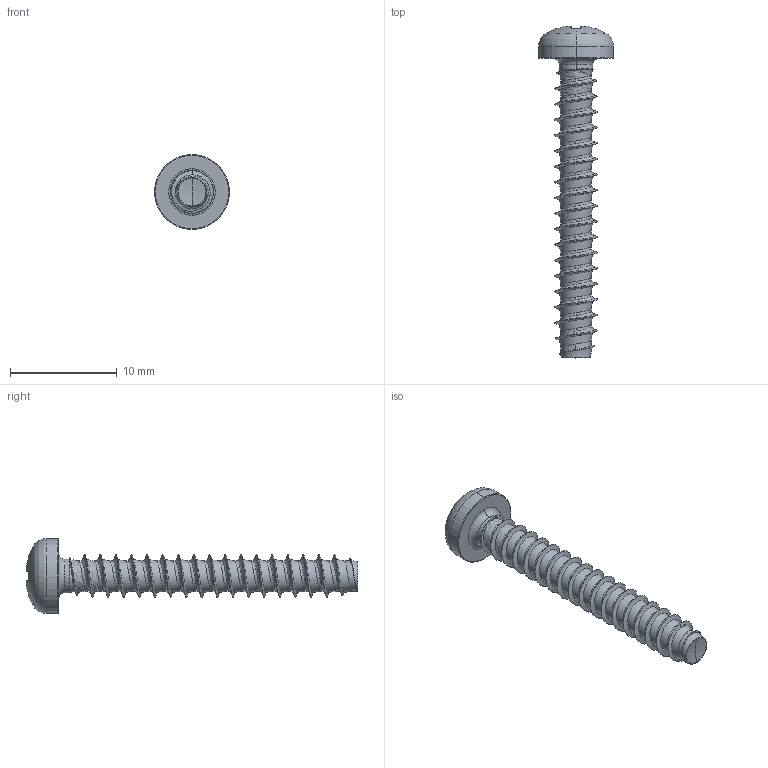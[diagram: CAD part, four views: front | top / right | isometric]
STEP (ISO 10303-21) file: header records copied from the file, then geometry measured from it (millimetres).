
FILE_DESCRIPTION (( 'STEP AP203' ), '1' );
FILE_NAME ('STP220400280.STEP', '2020-09-03T16:28:26', ( '' ), ( '' ), 'SwSTEP 2.0', 'SolidWorks 2015', '' );
FILE_SCHEMA (( 'CONFIG_CONTROL_DESIGN' ));
Length unit declared in the file: millimetre
Products named in the file (2): STP220400280
Bounding box: 7 x 31.03 x 7 mm (x, y, z)
Volume: 291.3 mm3; surface area: 543.7 mm2
Topology: 1 solids, 1 shells, 201 faces, 491 edges, 292 vertices
Faces by surface type: cylinder 62, bspline 55, plane 30, torus 28, sphere 20, cone 6
Entity records: 36856 total; most frequent: CARTESIAN_POINT 32562, ORIENTED_EDGE 978, DIRECTION 758, EDGE_CURVE 489, AXIS2_PLACEMENT_3D 327, VERTEX_POINT 292, EDGE_LOOP 203, ADVANCED_FACE 201
